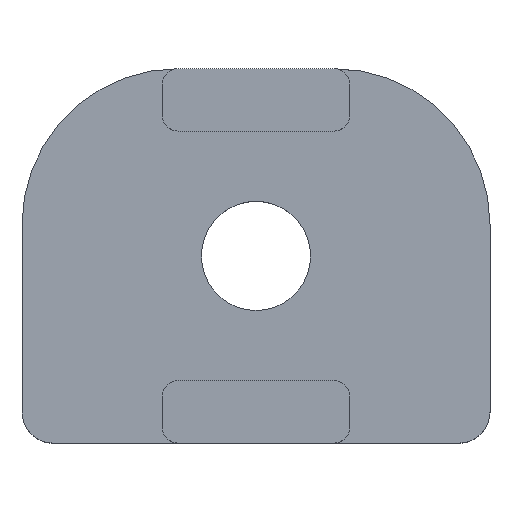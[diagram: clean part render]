
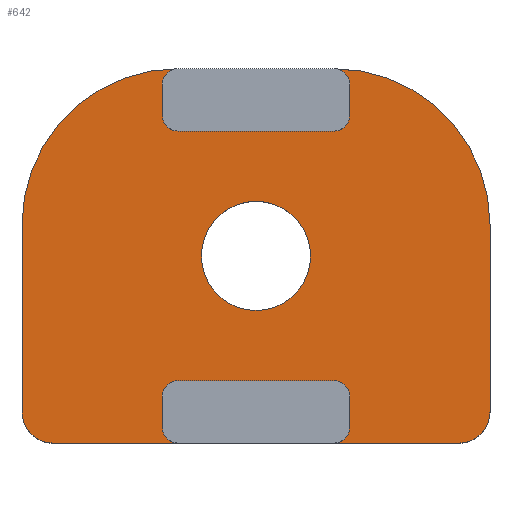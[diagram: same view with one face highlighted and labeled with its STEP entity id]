
A CAD part, top view. The second image highlights one B-rep face of the part: STEP entity #642.
In plain terms, the highlighted planar face has unit normal (0, 0, 1).
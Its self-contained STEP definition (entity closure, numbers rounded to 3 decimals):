
#16=FACE_BOUND('',#119,.T.);
#30=PLANE('',#710);
#80=FACE_OUTER_BOUND('',#118,.T.);
#118=EDGE_LOOP('',(#561,#562,#563,#564,#565,#566,#567,#568,#569,#570,#571,
#572,#573,#574,#575,#576,#577,#578,#579,#580,#581,#582));
#119=EDGE_LOOP('',(#583));
#147=LINE('',#982,#208);
#150=LINE('',#991,#211);
#154=LINE('',#998,#215);
#159=LINE('',#1014,#220);
#165=LINE('',#1034,#226);
#171=LINE('',#1057,#232);
#175=LINE('',#1066,#236);
#181=LINE('',#1088,#242);
#182=LINE('',#1090,#243);
#183=LINE('',#1091,#244);
#208=VECTOR('',#789,10.);
#211=VECTOR('',#798,10.);
#215=VECTOR('',#802,10.);
#220=VECTOR('',#817,10.);
#226=VECTOR('',#837,10.);
#232=VECTOR('',#859,10.);
#236=VECTOR('',#869,10.);
#242=VECTOR('',#897,10.);
#243=VECTOR('',#900,10.);
#244=VECTOR('',#901,10.);
#249=CIRCLE('',#654,1.75);
#257=CIRCLE('',#672,5.);
#258=CIRCLE('',#675,1.);
#260=CIRCLE('',#680,0.5);
#264=CIRCLE('',#687,0.5);
#266=CIRCLE('',#691,0.5);
#270=CIRCLE('',#698,0.5);
#271=CIRCLE('',#701,0.5);
#272=CIRCLE('',#703,0.5);
#273=CIRCLE('',#705,0.5);
#274=CIRCLE('',#707,0.5);
#275=CIRCLE('',#709,1.);
#276=CIRCLE('',#711,5.);
#279=VERTEX_POINT('',#922);
#295=VERTEX_POINT('',#974);
#296=VERTEX_POINT('',#976);
#297=VERTEX_POINT('',#980);
#298=VERTEX_POINT('',#984);
#299=VERTEX_POINT('',#988);
#300=VERTEX_POINT('',#990);
#303=VERTEX_POINT('',#996);
#306=VERTEX_POINT('',#1004);
#307=VERTEX_POINT('',#1006);
#309=VERTEX_POINT('',#1012);
#315=VERTEX_POINT('',#1028);
#316=VERTEX_POINT('',#1032);
#319=VERTEX_POINT('',#1039);
#320=VERTEX_POINT('',#1041);
#325=VERTEX_POINT('',#1056);
#326=VERTEX_POINT('',#1060);
#327=VERTEX_POINT('',#1062);
#328=VERTEX_POINT('',#1071);
#329=VERTEX_POINT('',#1075);
#330=VERTEX_POINT('',#1079);
#331=VERTEX_POINT('',#1083);
#332=VERTEX_POINT('',#1087);
#337=EDGE_CURVE('',#279,#279,#249,.T.);
#363=EDGE_CURVE('',#296,#295,#257,.T.);
#366=EDGE_CURVE('',#295,#297,#147,.T.);
#368=EDGE_CURVE('',#298,#297,#258,.T.);
#370=EDGE_CURVE('',#300,#299,#150,.T.);
#374=EDGE_CURVE('',#298,#303,#154,.T.);
#377=EDGE_CURVE('',#306,#307,#260,.F.);
#381=EDGE_CURVE('',#306,#309,#159,.T.);
#389=EDGE_CURVE('',#315,#309,#264,.F.);
#391=EDGE_CURVE('',#315,#316,#165,.T.);
#394=EDGE_CURVE('',#319,#320,#266,.F.);
#402=EDGE_CURVE('',#325,#320,#171,.T.);
#405=EDGE_CURVE('',#326,#327,#270,.F.);
#407=EDGE_CURVE('',#326,#307,#175,.T.);
#409=EDGE_CURVE('',#296,#316,#271,.F.);
#410=EDGE_CURVE('',#325,#328,#272,.F.);
#412=EDGE_CURVE('',#300,#329,#273,.F.);
#415=EDGE_CURVE('',#330,#303,#274,.F.);
#417=EDGE_CURVE('',#331,#299,#275,.T.);
#418=EDGE_CURVE('',#331,#332,#181,.T.);
#419=EDGE_CURVE('',#332,#327,#276,.T.);
#420=EDGE_CURVE('',#330,#328,#182,.T.);
#421=EDGE_CURVE('',#319,#329,#183,.T.);
#561=ORIENTED_EDGE('',*,*,#417,.F.);
#562=ORIENTED_EDGE('',*,*,#418,.T.);
#563=ORIENTED_EDGE('',*,*,#419,.T.);
#564=ORIENTED_EDGE('',*,*,#405,.F.);
#565=ORIENTED_EDGE('',*,*,#407,.T.);
#566=ORIENTED_EDGE('',*,*,#377,.F.);
#567=ORIENTED_EDGE('',*,*,#381,.T.);
#568=ORIENTED_EDGE('',*,*,#389,.F.);
#569=ORIENTED_EDGE('',*,*,#391,.T.);
#570=ORIENTED_EDGE('',*,*,#409,.F.);
#571=ORIENTED_EDGE('',*,*,#363,.T.);
#572=ORIENTED_EDGE('',*,*,#366,.T.);
#573=ORIENTED_EDGE('',*,*,#368,.F.);
#574=ORIENTED_EDGE('',*,*,#374,.T.);
#575=ORIENTED_EDGE('',*,*,#415,.F.);
#576=ORIENTED_EDGE('',*,*,#420,.T.);
#577=ORIENTED_EDGE('',*,*,#410,.F.);
#578=ORIENTED_EDGE('',*,*,#402,.T.);
#579=ORIENTED_EDGE('',*,*,#394,.F.);
#580=ORIENTED_EDGE('',*,*,#421,.T.);
#581=ORIENTED_EDGE('',*,*,#412,.F.);
#582=ORIENTED_EDGE('',*,*,#370,.T.);
#583=ORIENTED_EDGE('',*,*,#337,.T.);
#642=ADVANCED_FACE('',(#80,#16),#30,.T.);
#654=AXIS2_PLACEMENT_3D('',#924,#729,#730);
#672=AXIS2_PLACEMENT_3D('',#977,#783,#784);
#675=AXIS2_PLACEMENT_3D('',#986,#793,#794);
#680=AXIS2_PLACEMENT_3D('',#1007,#810,#811);
#687=AXIS2_PLACEMENT_3D('',#1030,#832,#833);
#691=AXIS2_PLACEMENT_3D('',#1042,#843,#844);
#698=AXIS2_PLACEMENT_3D('',#1063,#864,#865);
#701=AXIS2_PLACEMENT_3D('',#1069,#873,#874);
#703=AXIS2_PLACEMENT_3D('',#1072,#877,#878);
#705=AXIS2_PLACEMENT_3D('',#1076,#882,#883);
#707=AXIS2_PLACEMENT_3D('',#1081,#888,#889);
#709=AXIS2_PLACEMENT_3D('',#1085,#893,#894);
#710=AXIS2_PLACEMENT_3D('',#1086,#895,#896);
#711=AXIS2_PLACEMENT_3D('',#1089,#898,#899);
#729=DIRECTION('center_axis',(0.,0.,-1.));
#730=DIRECTION('ref_axis',(1.,0.,0.));
#783=DIRECTION('center_axis',(0.,0.,1.));
#784=DIRECTION('ref_axis',(0.,1.,0.));
#789=DIRECTION('',(0.,-1.,0.));
#793=DIRECTION('center_axis',(0.,0.,-1.));
#794=DIRECTION('ref_axis',(-0.707,-0.707,0.));
#798=DIRECTION('',(1.,0.,0.));
#802=DIRECTION('',(1.,0.,0.));
#810=DIRECTION('center_axis',(0.,0.,-1.));
#811=DIRECTION('ref_axis',(0.707,-0.707,0.));
#817=DIRECTION('',(-1.,0.,0.));
#832=DIRECTION('center_axis',(0.,0.,-1.));
#833=DIRECTION('ref_axis',(-0.707,-0.707,0.));
#837=DIRECTION('',(0.,1.,0.));
#843=DIRECTION('center_axis',(0.,0.,-1.));
#844=DIRECTION('ref_axis',(0.707,0.707,0.));
#859=DIRECTION('',(1.,0.,0.));
#864=DIRECTION('center_axis',(0.,0.,-1.));
#865=DIRECTION('ref_axis',(0.707,0.707,0.));
#869=DIRECTION('',(0.,-1.,0.));
#873=DIRECTION('center_axis',(0.,0.,-1.));
#874=DIRECTION('ref_axis',(-0.707,0.707,0.));
#877=DIRECTION('center_axis',(0.,0.,-1.));
#878=DIRECTION('ref_axis',(-0.707,0.707,0.));
#882=DIRECTION('center_axis',(0.,0.,-1.));
#883=DIRECTION('ref_axis',(0.707,-0.707,0.));
#888=DIRECTION('center_axis',(0.,0.,-1.));
#889=DIRECTION('ref_axis',(-0.707,-0.707,0.));
#893=DIRECTION('center_axis',(0.,0.,-1.));
#894=DIRECTION('ref_axis',(0.707,-0.707,0.));
#895=DIRECTION('center_axis',(0.,0.,1.));
#896=DIRECTION('ref_axis',(1.,0.,0.));
#897=DIRECTION('',(0.,1.,0.));
#898=DIRECTION('center_axis',(0.,0.,1.));
#899=DIRECTION('ref_axis',(1.,0.,0.));
#900=DIRECTION('',(0.,1.,0.));
#901=DIRECTION('',(0.,-1.,0.));
#922=CARTESIAN_POINT('',(-1.75,0.,5.));
#924=CARTESIAN_POINT('Origin',(0.,0.,5.));
#974=CARTESIAN_POINT('',(-7.5,1.,5.));
#976=CARTESIAN_POINT('',(-2.5,6.,5.));
#977=CARTESIAN_POINT('Origin',(-2.5,1.,5.));
#980=CARTESIAN_POINT('',(-7.5,-5.,5.));
#982=CARTESIAN_POINT('',(-7.5,1.,5.));
#984=CARTESIAN_POINT('',(-6.5,-6.,5.));
#986=CARTESIAN_POINT('Origin',(-6.5,-5.,5.));
#988=CARTESIAN_POINT('',(6.5,-6.,5.));
#990=CARTESIAN_POINT('',(2.5,-6.,5.));
#991=CARTESIAN_POINT('',(-7.5,-6.,5.));
#996=CARTESIAN_POINT('',(-2.5,-6.,5.));
#998=CARTESIAN_POINT('',(-7.5,-6.,5.));
#1004=CARTESIAN_POINT('',(2.5,4.,5.));
#1006=CARTESIAN_POINT('',(3.,4.5,5.));
#1007=CARTESIAN_POINT('Origin',(2.5,4.5,5.));
#1012=CARTESIAN_POINT('',(-2.5,4.,5.));
#1014=CARTESIAN_POINT('',(-1.5,4.,5.));
#1028=CARTESIAN_POINT('',(-3.,4.5,5.));
#1030=CARTESIAN_POINT('Origin',(-2.5,4.5,5.));
#1032=CARTESIAN_POINT('',(-3.,5.5,5.));
#1034=CARTESIAN_POINT('',(-3.,2.987,5.));
#1039=CARTESIAN_POINT('',(3.,-4.5,5.));
#1041=CARTESIAN_POINT('',(2.5,-4.,5.));
#1042=CARTESIAN_POINT('Origin',(2.5,-4.5,5.));
#1056=CARTESIAN_POINT('',(-2.5,-4.,5.));
#1057=CARTESIAN_POINT('',(1.5,-4.,5.));
#1060=CARTESIAN_POINT('',(3.,5.5,5.));
#1062=CARTESIAN_POINT('',(2.5,6.,5.));
#1063=CARTESIAN_POINT('Origin',(2.5,5.5,5.));
#1066=CARTESIAN_POINT('',(3.,2.,5.));
#1069=CARTESIAN_POINT('Origin',(-2.5,5.5,5.));
#1071=CARTESIAN_POINT('',(-3.,-4.5,5.));
#1072=CARTESIAN_POINT('Origin',(-2.5,-4.5,5.));
#1075=CARTESIAN_POINT('',(3.,-5.5,5.));
#1076=CARTESIAN_POINT('Origin',(2.5,-5.5,5.));
#1079=CARTESIAN_POINT('',(-3.,-5.5,5.));
#1081=CARTESIAN_POINT('Origin',(-2.5,-5.5,5.));
#1083=CARTESIAN_POINT('',(7.5,-5.,5.));
#1085=CARTESIAN_POINT('Origin',(6.5,-5.,5.));
#1086=CARTESIAN_POINT('Origin',(0.,0.,5.));
#1087=CARTESIAN_POINT('',(7.5,1.,5.));
#1088=CARTESIAN_POINT('',(7.5,-6.,5.));
#1089=CARTESIAN_POINT('Origin',(2.5,1.,5.));
#1090=CARTESIAN_POINT('',(-3.,-2.,5.));
#1091=CARTESIAN_POINT('',(3.,-3.,5.));
